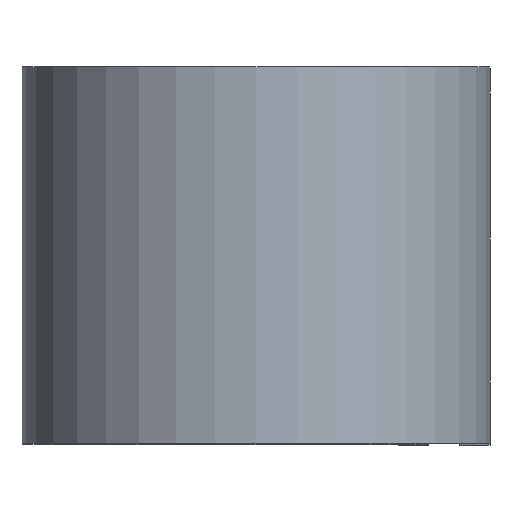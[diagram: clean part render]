
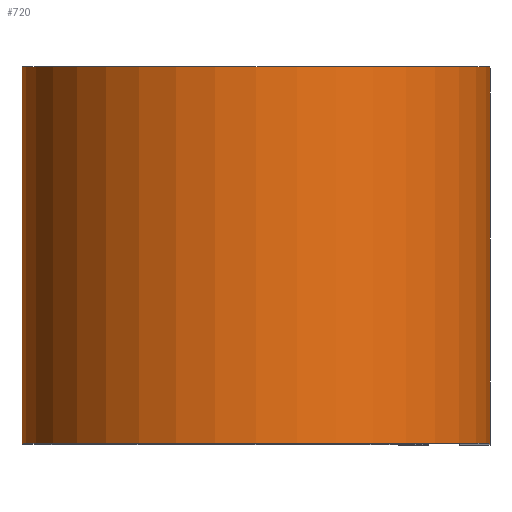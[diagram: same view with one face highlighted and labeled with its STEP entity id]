
A CAD part, top view. The second image highlights one B-rep face of the part: STEP entity #720.
In plain terms, the highlighted cylindrical face has radius 11.836 mm (diameter 23.673 mm), a partial arc.
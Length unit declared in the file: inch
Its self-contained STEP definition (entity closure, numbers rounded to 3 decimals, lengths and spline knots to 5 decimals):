
#13 = CARTESIAN_POINT ( 'NONE',  ( -0.466, 0.375, 0.812 ) ) ;
#20 = DIRECTION ( 'NONE',  ( 1., 0., 0. ) ) ;
#40 = LINE ( 'NONE', #157, #581 ) ;
#43 = VERTEX_POINT ( 'NONE', #90 ) ;
#90 = CARTESIAN_POINT ( 'NONE',  ( 0.466, -0.375, 0.812 ) ) ;
#96 = CARTESIAN_POINT ( 'NONE',  ( -0.466, 0.375, 0.812 ) ) ;
#123 = CARTESIAN_POINT ( 'NONE',  ( 0., 0.375, 0.812 ) ) ;
#154 = AXIS2_PLACEMENT_3D ( 'NONE', #831, #451, #20 ) ;
#157 = CARTESIAN_POINT ( 'NONE',  ( 0.466, 0.375, 0.812 ) ) ;
#182 = CARTESIAN_POINT ( 'NONE',  ( 0., 0.375, 0.812 ) ) ;
#183 = ORIENTED_EDGE ( 'NONE', *, *, #658, .T. ) ;
#204 = DIRECTION ( 'NONE',  ( 1., 0., 0. ) ) ;
#244 = CARTESIAN_POINT ( 'NONE',  ( -0.466, -0.375, 0.812 ) ) ;
#289 = VERTEX_POINT ( 'NONE', #96 ) ;
#292 = CIRCLE ( 'NONE', #154, 0.466 ) ;
#303 = DIRECTION ( 'NONE',  ( 0., -1., 0. ) ) ;
#446 = ORIENTED_EDGE ( 'NONE', *, *, #712, .T. ) ;
#451 = DIRECTION ( 'NONE',  ( 0., 1., 0. ) ) ;
#452 = LINE ( 'NONE', #13, #645 ) ;
#512 = EDGE_CURVE ( 'NONE', #543, #43, #40, .T. ) ;
#513 = DIRECTION ( 'NONE',  ( 0., -1., 0. ) ) ;
#516 = EDGE_LOOP ( 'NONE', ( #446, #537, #675, #183 ) ) ;
#524 = AXIS2_PLACEMENT_3D ( 'NONE', #182, #651, #589 ) ;
#537 = ORIENTED_EDGE ( 'NONE', *, *, #512, .F. ) ;
#543 = VERTEX_POINT ( 'NONE', #594 ) ;
#550 = CIRCLE ( 'NONE', #615, 0.466 ) ;
#581 = VECTOR ( 'NONE', #303, 39.37008 ) ;
#589 = DIRECTION ( 'NONE',  ( 0., 0., -1. ) ) ;
#590 = FACE_OUTER_BOUND ( 'NONE', #516, .T. ) ;
#594 = CARTESIAN_POINT ( 'NONE',  ( 0.466, 0.375, 0.812 ) ) ;
#609 = DIRECTION ( 'NONE',  ( 0., 1., 0. ) ) ;
#615 = AXIS2_PLACEMENT_3D ( 'NONE', #123, #609, #204 ) ;
#645 = VECTOR ( 'NONE', #513, 39.37008 ) ;
#651 = DIRECTION ( 'NONE',  ( 0., -1., 0. ) ) ;
#658 = EDGE_CURVE ( 'NONE', #289, #683, #452, .T. ) ;
#675 = ORIENTED_EDGE ( 'NONE', *, *, #790, .F. ) ;
#683 = VERTEX_POINT ( 'NONE', #244 ) ;
#712 = EDGE_CURVE ( 'NONE', #683, #43, #292, .T. ) ;
#720 = ADVANCED_FACE ( 'NONE', ( #590 ), #732, .T. ) ;
#732 = CYLINDRICAL_SURFACE ( 'NONE', #524, 0.466 ) ;
#790 = EDGE_CURVE ( 'NONE', #289, #543, #550, .T. ) ;
#831 = CARTESIAN_POINT ( 'NONE',  ( 0., -0.375, 0.812 ) ) ;
